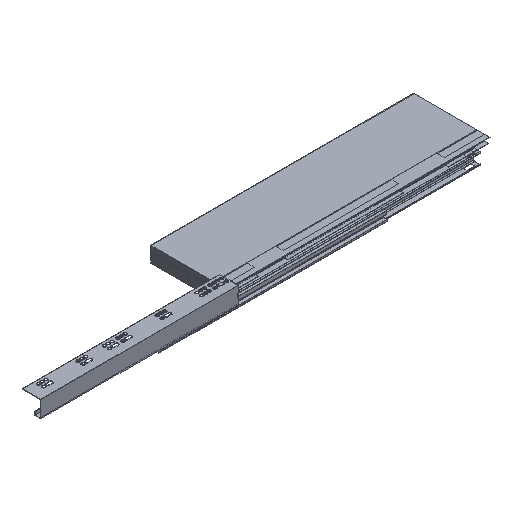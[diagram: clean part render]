
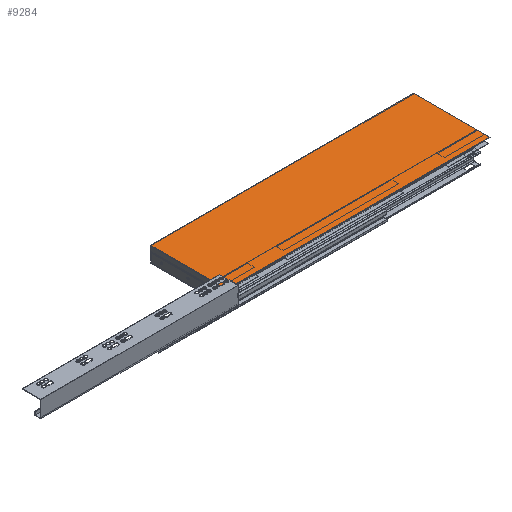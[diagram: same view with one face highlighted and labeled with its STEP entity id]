
A CAD part, isometric view. The second image highlights one B-rep face of the part: STEP entity #9284.
In plain terms, the highlighted planar face has unit normal (0, 0, 1).
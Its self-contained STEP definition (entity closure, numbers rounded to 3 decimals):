
#71 = DIRECTION ( 'NONE',  ( 0., 0., 1. ) ) ;
#253 = AXIS2_PLACEMENT_3D ( 'NONE', #5050, #71, #8612 ) ;
#429 = DIRECTION ( 'NONE',  ( 1., 0., 0. ) ) ;
#917 = DIRECTION ( 'NONE',  ( 0., 1., 0. ) ) ;
#1246 = VECTOR ( 'NONE', #429, 1000. ) ;
#1257 = VECTOR ( 'NONE', #6491, 1000. ) ;
#1528 = EDGE_CURVE ( 'NONE', #6421, #4897, #4611, .T. ) ;
#1723 = PLANE ( 'NONE',  #253 ) ;
#2223 = EDGE_CURVE ( 'NONE', #10303, #6752, #6175, .T. ) ;
#3238 = EDGE_CURVE ( 'NONE', #10303, #6421, #7638, .T. ) ;
#3352 = VECTOR ( 'NONE', #3396, 1000. ) ;
#3386 = CARTESIAN_POINT ( 'NONE',  ( -640., 0., 30.4 ) ) ;
#3396 = DIRECTION ( 'NONE',  ( 1., 0., 0. ) ) ;
#3695 = CARTESIAN_POINT ( 'NONE',  ( -640., 185., 30.4 ) ) ;
#4299 = FACE_OUTER_BOUND ( 'NONE', #8537, .T. ) ;
#4611 = LINE ( 'NONE', #3695, #1246 ) ;
#4897 = VERTEX_POINT ( 'NONE', #10961 ) ;
#5050 = CARTESIAN_POINT ( 'NONE',  ( -640., 0., 30.4 ) ) ;
#5180 = EDGE_CURVE ( 'NONE', #6752, #4897, #7330, .T. ) ;
#5279 = CARTESIAN_POINT ( 'NONE',  ( -640., 0., 30.4 ) ) ;
#6175 = LINE ( 'NONE', #5279, #3352 ) ;
#6421 = VERTEX_POINT ( 'NONE', #10800 ) ;
#6491 = DIRECTION ( 'NONE',  ( 0., 1., 0. ) ) ;
#6752 = VERTEX_POINT ( 'NONE', #9997 ) ;
#7330 = LINE ( 'NONE', #8873, #1257 ) ;
#7401 = VECTOR ( 'NONE', #917, 1000. ) ;
#7638 = LINE ( 'NONE', #3386, #7401 ) ;
#8537 = EDGE_LOOP ( 'NONE', ( #10419, #8721, #10490, #9167 ) ) ;
#8612 = DIRECTION ( 'NONE',  ( -1., 0., 0. ) ) ;
#8721 = ORIENTED_EDGE ( 'NONE', *, *, #1528, .F. ) ;
#8873 = CARTESIAN_POINT ( 'NONE',  ( 0., 0., 30.4 ) ) ;
#9167 = ORIENTED_EDGE ( 'NONE', *, *, #2223, .T. ) ;
#9284 = ADVANCED_FACE ( 'NONE', ( #4299 ), #1723, .T. ) ;
#9997 = CARTESIAN_POINT ( 'NONE',  ( 0., 0., 30.4 ) ) ;
#10303 = VERTEX_POINT ( 'NONE', #10647 ) ;
#10419 = ORIENTED_EDGE ( 'NONE', *, *, #5180, .T. ) ;
#10490 = ORIENTED_EDGE ( 'NONE', *, *, #3238, .F. ) ;
#10647 = CARTESIAN_POINT ( 'NONE',  ( -640., 0., 30.4 ) ) ;
#10800 = CARTESIAN_POINT ( 'NONE',  ( -640., 185., 30.4 ) ) ;
#10961 = CARTESIAN_POINT ( 'NONE',  ( 0., 185., 30.4 ) ) ;
